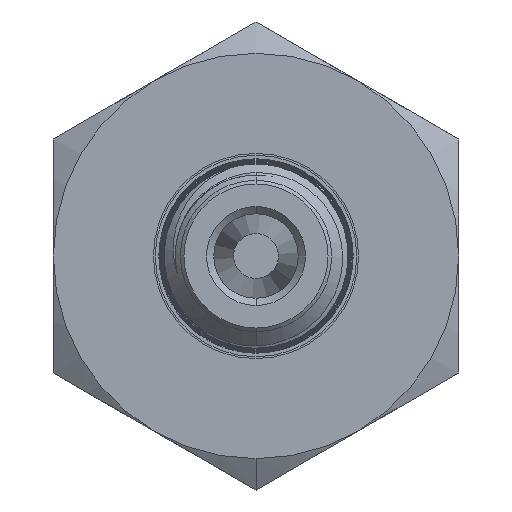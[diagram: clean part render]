
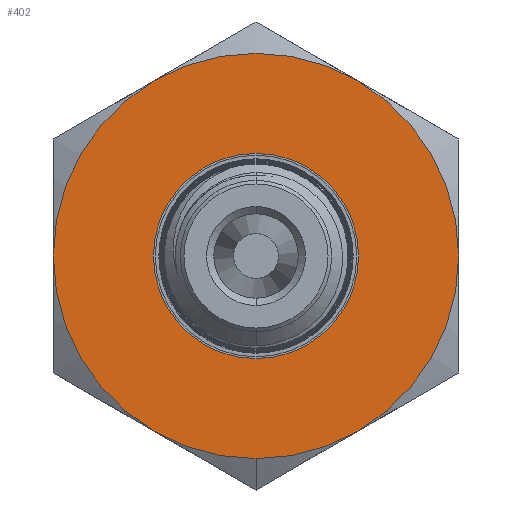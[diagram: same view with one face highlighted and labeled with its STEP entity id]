
A CAD part, left-side view. The second image highlights one B-rep face of the part: STEP entity #402.
In plain terms, the highlighted planar face has unit normal (-1, 0, 0).
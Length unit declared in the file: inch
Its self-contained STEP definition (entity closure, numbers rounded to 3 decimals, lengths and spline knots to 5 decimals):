
#402 = ADVANCED_FACE ( 'NONE', ( #3276, #3279 ), #8524, .F. ) ;
#1025 = VERTEX_POINT ( 'NONE', #9328 ) ;
#1026 = VERTEX_POINT ( 'NONE', #9329 ) ;
#1031 = VERTEX_POINT ( 'NONE', #9334 ) ;
#1041 = VERTEX_POINT ( 'NONE', #9344 ) ;
#1101 = VERTEX_POINT ( 'NONE', #9404 ) ;
#1141 = VERTEX_POINT ( 'NONE', #9444 ) ;
#1160 = VERTEX_POINT ( 'NONE', #9463 ) ;
#1167 = VERTEX_POINT ( 'NONE', #9470 ) ;
#1178 = VERTEX_POINT ( 'NONE', #9481 ) ;
#1640 = EDGE_CURVE ( 'NONE', #1026, #1025, #9975, .T. ) ;
#1654 = EDGE_CURVE ( 'NONE', #1031, #1041, #9990, .T. ) ;
#2036 = EDGE_LOOP ( 'NONE', ( #2645, #2646 ) ) ;
#2039 = EDGE_LOOP ( 'NONE', ( #2647, #2648, #2649, #2650, #2651, #2652, #2653 ) ) ;
#2401 = EDGE_CURVE ( 'NONE', #1041, #1031, #10095, .T. ) ;
#2402 = EDGE_CURVE ( 'NONE', #1025, #1178, #10096, .T. ) ;
#2403 = EDGE_CURVE ( 'NONE', #1178, #1141, #10097, .T. ) ;
#2404 = EDGE_CURVE ( 'NONE', #1141, #1167, #10098, .T. ) ;
#2405 = EDGE_CURVE ( 'NONE', #1167, #1101, #10099, .T. ) ;
#2406 = EDGE_CURVE ( 'NONE', #1160, #1101, #10100, .T. ) ;
#2407 = EDGE_CURVE ( 'NONE', #1160, #1026, #10094, .T. ) ;
#2645 = ORIENTED_EDGE ( 'NONE', *, *, #2401, .T. ) ;
#2646 = ORIENTED_EDGE ( 'NONE', *, *, #1654, .T. ) ;
#2647 = ORIENTED_EDGE ( 'NONE', *, *, #2402, .T. ) ;
#2648 = ORIENTED_EDGE ( 'NONE', *, *, #2403, .T. ) ;
#2649 = ORIENTED_EDGE ( 'NONE', *, *, #2404, .T. ) ;
#2650 = ORIENTED_EDGE ( 'NONE', *, *, #2405, .T. ) ;
#2651 = ORIENTED_EDGE ( 'NONE', *, *, #2406, .F. ) ;
#2652 = ORIENTED_EDGE ( 'NONE', *, *, #2407, .T. ) ;
#2653 = ORIENTED_EDGE ( 'NONE', *, *, #1640, .T. ) ;
#3276 = FACE_BOUND ( 'NONE', #2036, .T. ) ;
#3279 = FACE_OUTER_BOUND ( 'NONE', #2039, .T. ) ;
#5683 = AXIS2_PLACEMENT_3D ( 'NONE', #8525, #8530, #8531 ) ;
#8524 = PLANE ( 'NONE',  #5683 ) ;
#8525 = CARTESIAN_POINT ( 'NONE',  ( -0.47225, 0., 0. ) ) ;
#8530 = DIRECTION ( 'NONE',  ( 1., 0., 0. ) ) ;
#8531 = DIRECTION ( 'NONE',  ( 0., 0., -1. ) ) ;
#9328 = CARTESIAN_POINT ( 'NONE',  ( -0.47225, 0.48714, -0.28125 ) ) ;
#9329 = CARTESIAN_POINT ( 'NONE',  ( -0.47225, 0.5625, 0. ) ) ;
#9334 = CARTESIAN_POINT ( 'NONE',  ( -0.47225, 0., 0.28475 ) ) ;
#9344 = CARTESIAN_POINT ( 'NONE',  ( -0.47225, 0., -0.28475 ) ) ;
#9404 = CARTESIAN_POINT ( 'NONE',  ( -0.47225, 0., 0.5625 ) ) ;
#9444 = CARTESIAN_POINT ( 'NONE',  ( -0.47225, -0.48714, -0.28125 ) ) ;
#9463 = CARTESIAN_POINT ( 'NONE',  ( -0.47225, 0.48714, 0.28125 ) ) ;
#9470 = CARTESIAN_POINT ( 'NONE',  ( -0.47225, -0.48714, 0.28125 ) ) ;
#9481 = CARTESIAN_POINT ( 'NONE',  ( -0.47225, 0., -0.5625 ) ) ;
#9628 = AXIS2_PLACEMENT_3D ( 'NONE', #12701, #12702, #12703 ) ;
#9634 = AXIS2_PLACEMENT_3D ( 'NONE', #12741, #12742, #12743 ) ;
#9643 = AXIS2_PLACEMENT_3D ( 'NONE', #14172, #14173, #14174 ) ;
#9644 = AXIS2_PLACEMENT_3D ( 'NONE', #14175, #14176, #14177 ) ;
#9645 = AXIS2_PLACEMENT_3D ( 'NONE', #14178, #14179, #14180 ) ;
#9646 = AXIS2_PLACEMENT_3D ( 'NONE', #14181, #14182, #14183 ) ;
#9647 = AXIS2_PLACEMENT_3D ( 'NONE', #14184, #14185, #14186 ) ;
#9648 = AXIS2_PLACEMENT_3D ( 'NONE', #14187, #14188, #14189 ) ;
#9649 = AXIS2_PLACEMENT_3D ( 'NONE', #14190, #14191, #14192 ) ;
#9975 = CIRCLE ( 'NONE', #9628, 0.5625 ) ;
#9990 = CIRCLE ( 'NONE', #9634, 0.28475 ) ;
#10094 = CIRCLE ( 'NONE', #9649, 0.5625 ) ;
#10095 = CIRCLE ( 'NONE', #9643, 0.28475 ) ;
#10096 = CIRCLE ( 'NONE', #9644, 0.5625 ) ;
#10097 = CIRCLE ( 'NONE', #9645, 0.5625 ) ;
#10098 = CIRCLE ( 'NONE', #9646, 0.5625 ) ;
#10099 = CIRCLE ( 'NONE', #9647, 0.5625 ) ;
#10100 = CIRCLE ( 'NONE', #9648, 0.5625 ) ;
#12701 = CARTESIAN_POINT ( 'NONE',  ( -0.47225, 0., 0. ) ) ;
#12702 = DIRECTION ( 'NONE',  ( -1., 0., 0. ) ) ;
#12703 = DIRECTION ( 'NONE',  ( 0., 0., -1. ) ) ;
#12741 = CARTESIAN_POINT ( 'NONE',  ( -0.47225, 0., 0. ) ) ;
#12742 = DIRECTION ( 'NONE',  ( 1., 0., 0. ) ) ;
#12743 = DIRECTION ( 'NONE',  ( 0., 0., -1. ) ) ;
#14172 = CARTESIAN_POINT ( 'NONE',  ( -0.47225, 0., 0. ) ) ;
#14173 = DIRECTION ( 'NONE',  ( 1., 0., 0. ) ) ;
#14174 = DIRECTION ( 'NONE',  ( 0., 0., -1. ) ) ;
#14175 = CARTESIAN_POINT ( 'NONE',  ( -0.47225, 0., 0. ) ) ;
#14176 = DIRECTION ( 'NONE',  ( -1., 0., 0. ) ) ;
#14177 = DIRECTION ( 'NONE',  ( 0., 0., -1. ) ) ;
#14178 = CARTESIAN_POINT ( 'NONE',  ( -0.47225, 0., 0. ) ) ;
#14179 = DIRECTION ( 'NONE',  ( -1., 0., 0. ) ) ;
#14180 = DIRECTION ( 'NONE',  ( 0., 0., -1. ) ) ;
#14181 = CARTESIAN_POINT ( 'NONE',  ( -0.47225, 0., 0. ) ) ;
#14182 = DIRECTION ( 'NONE',  ( -1., 0., 0. ) ) ;
#14183 = DIRECTION ( 'NONE',  ( 0., 0., -1. ) ) ;
#14184 = CARTESIAN_POINT ( 'NONE',  ( -0.47225, 0., 0. ) ) ;
#14185 = DIRECTION ( 'NONE',  ( -1., 0., 0. ) ) ;
#14186 = DIRECTION ( 'NONE',  ( 0., 0., -1. ) ) ;
#14187 = CARTESIAN_POINT ( 'NONE',  ( -0.47225, 0., 0. ) ) ;
#14188 = DIRECTION ( 'NONE',  ( 1., 0., 0. ) ) ;
#14189 = DIRECTION ( 'NONE',  ( 0., 1., 0. ) ) ;
#14190 = CARTESIAN_POINT ( 'NONE',  ( -0.47225, 0., 0. ) ) ;
#14191 = DIRECTION ( 'NONE',  ( -1., 0., 0. ) ) ;
#14192 = DIRECTION ( 'NONE',  ( 0., 0., -1. ) ) ;
